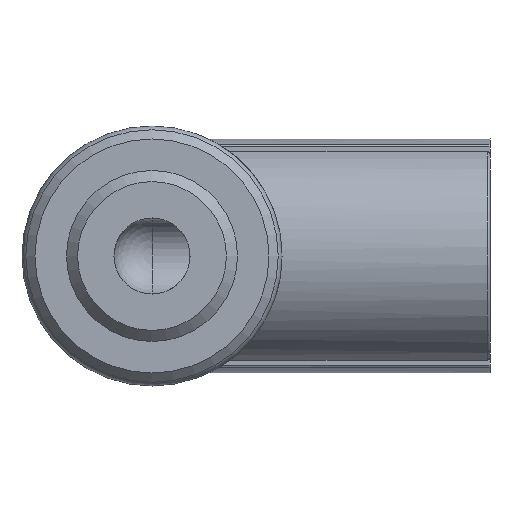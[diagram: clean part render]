
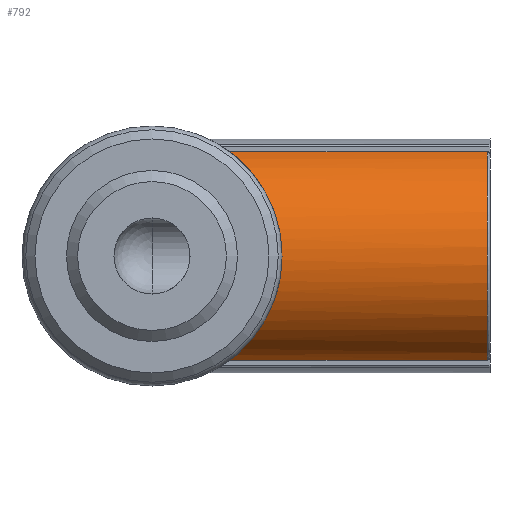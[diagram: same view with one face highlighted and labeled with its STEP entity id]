
A CAD part, front view. The second image highlights one B-rep face of the part: STEP entity #792.
In plain terms, the highlighted cylindrical face has radius 8.5 mm (diameter 17 mm), a partial arc.
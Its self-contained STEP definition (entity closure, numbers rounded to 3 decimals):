
#34=CYLINDRICAL_SURFACE('',#885,8.5);
#60=B_SPLINE_CURVE_WITH_KNOTS('',3,(#1355,#1356,#1357,#1358,#1359,#1360,
#1361,#1362,#1363,#1364,#1365),.UNSPECIFIED.,.F.,.F.,(4,1,1,1,1,1,1,1,4),
(0.032,0.034,0.037,0.04,
0.043,0.046,0.049,0.051,
0.054),.UNSPECIFIED.);
#87=LINE('',#1391,#119);
#88=LINE('',#1393,#120);
#119=VECTOR('',#1046,1000.);
#120=VECTOR('',#1047,1000.);
#199=ORIENTED_EDGE('',*,*,#403,.F.);
#200=ORIENTED_EDGE('',*,*,#396,.T.);
#201=ORIENTED_EDGE('',*,*,#404,.F.);
#202=ORIENTED_EDGE('',*,*,#405,.F.);
#396=EDGE_CURVE('',#495,#494,#60,.T.);
#403=EDGE_CURVE('',#495,#501,#87,.T.);
#404=EDGE_CURVE('',#502,#494,#88,.F.);
#405=EDGE_CURVE('',#501,#502,#559,.T.);
#494=VERTEX_POINT('',#1354);
#495=VERTEX_POINT('',#1366);
#501=VERTEX_POINT('',#1392);
#502=VERTEX_POINT('',#1394);
#559=CIRCLE('',#886,8.5);
#606=EDGE_LOOP('',(#199,#200,#201,#202));
#691=FACE_BOUND('',#606,.T.);
#792=ADVANCED_FACE('',(#691),#34,.T.);
#885=AXIS2_PLACEMENT_3D('',#1390,#1044,#1045);
#886=AXIS2_PLACEMENT_3D('',#1395,#1048,#1049);
#1044=DIRECTION('',(1.,0.,0.));
#1045=DIRECTION('',(0.,0.,-1.));
#1046=DIRECTION('',(1.,0.,0.));
#1047=DIRECTION('',(1.,0.,0.));
#1048=DIRECTION('',(1.,0.,0.));
#1049=DIRECTION('',(0.,0.,-1.));
#1354=CARTESIAN_POINT('',(5.981,10.367,-8.014));
#1355=CARTESIAN_POINT('',(5.981,10.367,8.014));
#1356=CARTESIAN_POINT('',(6.369,9.549,7.725));
#1357=CARTESIAN_POINT('',(7.295,8.093,6.94));
#1358=CARTESIAN_POINT('',(8.66,6.306,5.188));
#1359=CARTESIAN_POINT('',(9.718,5.03,2.839));
#1360=CARTESIAN_POINT('',(10.14,4.537,0.012));
#1361=CARTESIAN_POINT('',(9.723,5.023,-2.826));
#1362=CARTESIAN_POINT('',(8.658,6.309,-5.192));
#1363=CARTESIAN_POINT('',(7.295,8.092,-6.94));
#1364=CARTESIAN_POINT('',(6.366,9.555,-7.727));
#1365=CARTESIAN_POINT('',(5.981,10.367,-8.014));
#1366=CARTESIAN_POINT('',(5.981,10.367,8.014));
#1390=CARTESIAN_POINT('',(26.,13.2,0.));
#1391=CARTESIAN_POINT('',(26.,10.367,8.014));
#1392=CARTESIAN_POINT('',(25.8,10.367,8.014));
#1393=CARTESIAN_POINT('',(26.,10.367,-8.014));
#1394=CARTESIAN_POINT('',(25.8,10.367,-8.014));
#1395=CARTESIAN_POINT('',(25.8,13.2,0.));
